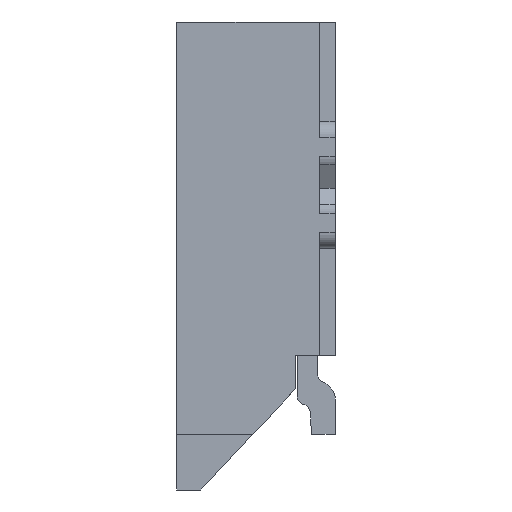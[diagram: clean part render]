
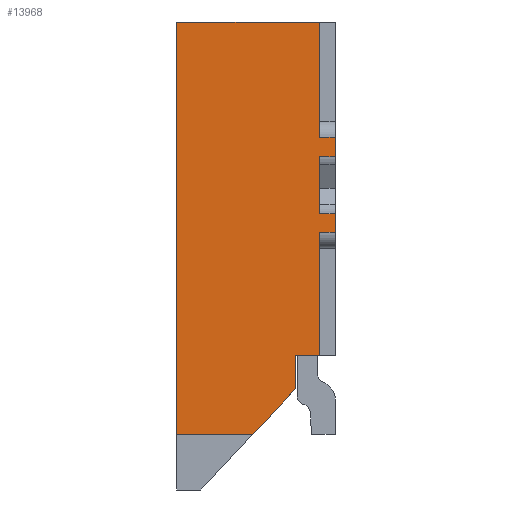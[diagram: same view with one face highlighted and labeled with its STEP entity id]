
A CAD part, left-side view. The second image highlights one B-rep face of the part: STEP entity #13968.
In plain terms, the highlighted planar face has unit normal (-1, 0, 0).
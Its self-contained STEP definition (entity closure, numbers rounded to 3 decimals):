
#70=DIRECTION('',(0.,0.,1.));
#71=VECTOR('',#70,0.231);
#72=CARTESIAN_POINT('',(-10.25,0.,-2.65));
#73=LINE('',#72,#71);
#92=DIRECTION('',(0.,0.,1.));
#93=VECTOR('',#92,0.246);
#94=CARTESIAN_POINT('',(-10.25,0.,-1.696));
#95=LINE('',#94,#93);
#157=DIRECTION('',(0.,-1.,0.));
#158=VECTOR('',#157,0.2);
#159=CARTESIAN_POINT('',(-10.25,0.2,-2.65));
#160=LINE('',#159,#158);
#161=DIRECTION('',(0.,1.,0.));
#162=VECTOR('',#161,0.3);
#163=CARTESIAN_POINT('',(-10.25,0.2,-4.2));
#164=LINE('',#163,#162);
#165=DIRECTION('',(0.,0.,1.));
#166=VECTOR('',#165,0.424);
#167=CARTESIAN_POINT('',(-10.25,0.5,-4.624));
#168=LINE('',#167,#166);
#169=DIRECTION('',(0.,-0.683,0.73));
#170=VECTOR('',#169,0.788);
#171=CARTESIAN_POINT('',(-10.25,1.039,-5.2));
#172=LINE('',#171,#170);
#173=DIRECTION('',(0.,1.,0.));
#174=VECTOR('',#173,0.961);
#175=CARTESIAN_POINT('',(-10.25,1.039,-5.2));
#176=LINE('',#175,#174);
#177=DIRECTION('',(0.,1.,0.));
#178=VECTOR('',#177,0.2);
#179=CARTESIAN_POINT('',(-10.25,0.,-1.45));
#180=LINE('',#179,#178);
#181=DIRECTION('',(0.,-1.,0.));
#182=VECTOR('',#181,0.2);
#183=CARTESIAN_POINT('',(-10.25,0.2,-1.696));
#184=LINE('',#183,#182);
#185=DIRECTION('',(0.,1.,0.));
#186=VECTOR('',#185,0.2);
#187=CARTESIAN_POINT('',(-10.25,0.,-2.419));
#188=LINE('',#187,#186);
#233=DIRECTION('',(0.,0.,1.));
#234=VECTOR('',#233,1.55);
#235=CARTESIAN_POINT('',(-10.25,0.2,-4.2));
#236=LINE('',#235,#234);
#245=DIRECTION('',(0.,0.,1.));
#246=VECTOR('',#245,1.45);
#247=CARTESIAN_POINT('',(-10.25,0.2,-1.45));
#248=LINE('',#247,#246);
#521=DIRECTION('',(0.,0.,1.));
#522=VECTOR('',#521,0.722);
#523=CARTESIAN_POINT('',(-10.25,0.2,-2.419));
#524=LINE('',#523,#522);
#745=DIRECTION('',(0.,1.,0.));
#746=VECTOR('',#745,1.8);
#747=CARTESIAN_POINT('',(-10.25,0.2,0.));
#748=LINE('',#747,#746);
#3119=DIRECTION('',(0.,0.,1.));
#3120=VECTOR('',#3119,5.2);
#3121=CARTESIAN_POINT('',(-10.25,2.,-5.2));
#3122=LINE('',#3121,#3120);
#10933=CARTESIAN_POINT('',(-10.25,0.5,-4.624));
#10934=CARTESIAN_POINT('',(-10.25,0.5,-4.2));
#10935=VERTEX_POINT('',#10933);
#10936=VERTEX_POINT('',#10934);
#11057=CARTESIAN_POINT('',(-10.25,2.,0.));
#11058=VERTEX_POINT('',#11057);
#11081=CARTESIAN_POINT('',(-10.25,2.,-5.2));
#11083=VERTEX_POINT('',#11081);
#11089=CARTESIAN_POINT('',(-10.25,1.039,-5.2));
#11090=VERTEX_POINT('',#11089);
#11625=CARTESIAN_POINT('',(-10.25,0.2,0.));
#11626=VERTEX_POINT('',#11625);
#11629=CARTESIAN_POINT('',(-10.25,0.2,-4.2));
#11630=VERTEX_POINT('',#11629);
#11681=CARTESIAN_POINT('',(-10.25,0.,-2.65));
#11683=VERTEX_POINT('',#11681);
#11687=CARTESIAN_POINT('',(-10.25,0.2,-2.65));
#11688=VERTEX_POINT('',#11687);
#11693=CARTESIAN_POINT('',(-10.25,0.,-2.419));
#11694=VERTEX_POINT('',#11693);
#11695=CARTESIAN_POINT('',(-10.25,0.2,-2.419));
#11696=VERTEX_POINT('',#11695);
#11697=CARTESIAN_POINT('',(-10.25,0.,-1.696));
#11699=VERTEX_POINT('',#11697);
#11703=CARTESIAN_POINT('',(-10.25,0.2,-1.696));
#11704=VERTEX_POINT('',#11703);
#11709=CARTESIAN_POINT('',(-10.25,0.,-1.45));
#11710=VERTEX_POINT('',#11709);
#11711=CARTESIAN_POINT('',(-10.25,0.2,-1.45));
#11712=VERTEX_POINT('',#11711);
#13935=CARTESIAN_POINT('',(-10.25,0.,-5.9));
#13936=DIRECTION('',(-1.,0.,0.));
#13937=DIRECTION('',(0.,0.,1.));
#13938=AXIS2_PLACEMENT_3D('',#13935,#13936,#13937);
#13939=PLANE('',#13938);
#13941=ORIENTED_EDGE('',*,*,#13940,.F.);
#13943=ORIENTED_EDGE('',*,*,#13942,.F.);
#13945=ORIENTED_EDGE('',*,*,#13944,.T.);
#13946=ORIENTED_EDGE('',*,*,#13853,.F.);
#13948=ORIENTED_EDGE('',*,*,#13947,.F.);
#13949=ORIENTED_EDGE('',*,*,#13925,.T.);
#13951=ORIENTED_EDGE('',*,*,#13950,.T.);
#13953=ORIENTED_EDGE('',*,*,#13952,.F.);
#13955=ORIENTED_EDGE('',*,*,#13954,.F.);
#13957=ORIENTED_EDGE('',*,*,#13956,.F.);
#13958=ORIENTED_EDGE('',*,*,#13804,.F.);
#13960=ORIENTED_EDGE('',*,*,#13959,.F.);
#13962=ORIENTED_EDGE('',*,*,#13961,.F.);
#13964=ORIENTED_EDGE('',*,*,#13963,.F.);
#13965=ORIENTED_EDGE('',*,*,#13794,.F.);
#13966=EDGE_LOOP('',(#13941,#13943,#13945,#13946,#13948,#13949,#13951,#13953,
#13955,#13957,#13958,#13960,#13962,#13964,#13965));
#13967=FACE_OUTER_BOUND('',#13966,.F.);
#13794=EDGE_CURVE('',#11683,#11694,#73,.T.);
#13804=EDGE_CURVE('',#11699,#11710,#95,.T.);
#13853=EDGE_CURVE('',#10935,#10936,#168,.T.);
#13925=EDGE_CURVE('',#11090,#11083,#176,.T.);
#13940=EDGE_CURVE('',#11688,#11683,#160,.T.);
#13942=EDGE_CURVE('',#11630,#11688,#236,.T.);
#13944=EDGE_CURVE('',#11630,#10936,#164,.T.);
#13947=EDGE_CURVE('',#11090,#10935,#172,.T.);
#13950=EDGE_CURVE('',#11083,#11058,#3122,.T.);
#13952=EDGE_CURVE('',#11626,#11058,#748,.T.);
#13954=EDGE_CURVE('',#11712,#11626,#248,.T.);
#13956=EDGE_CURVE('',#11710,#11712,#180,.T.);
#13959=EDGE_CURVE('',#11704,#11699,#184,.T.);
#13961=EDGE_CURVE('',#11696,#11704,#524,.T.);
#13963=EDGE_CURVE('',#11694,#11696,#188,.T.);
#13968=ADVANCED_FACE('',(#13967),#13939,.T.);
